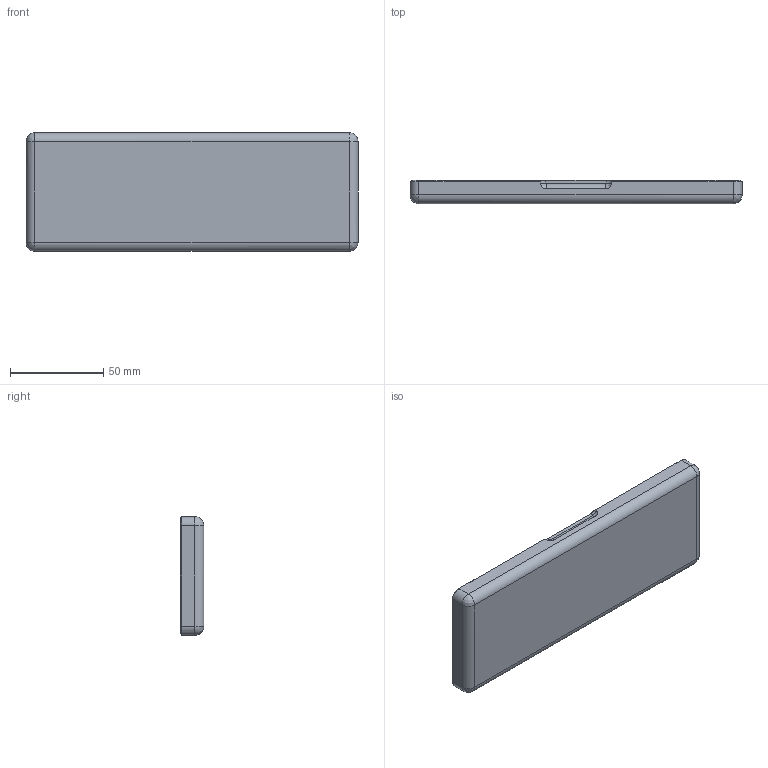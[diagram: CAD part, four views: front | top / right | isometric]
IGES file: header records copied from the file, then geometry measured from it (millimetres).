
Global section: file name: End Mill Case Alt_v10; native system: unknown; preprocessor: unknown; author: unknown; organization: unknown; date: 20200923.182027; units: inch
Bounding box: 177.8 x 12.7 x 63.5 mm (x, y, z)
Surface area: 69273.5 mm2
Topology: 2 solids, 2 shells, 1164 faces, 2766 edges, 1624 vertices
Faces by surface type: bspline 1164
